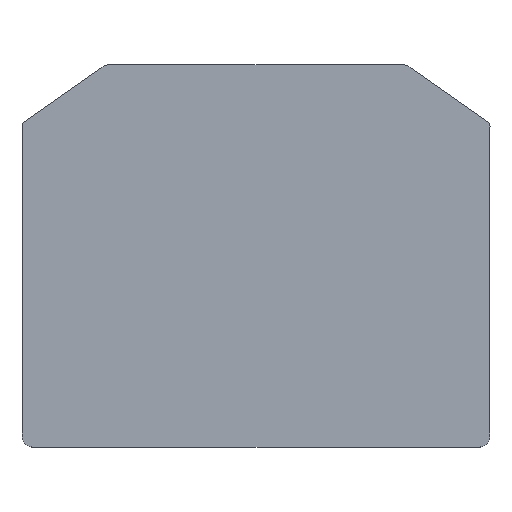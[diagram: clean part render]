
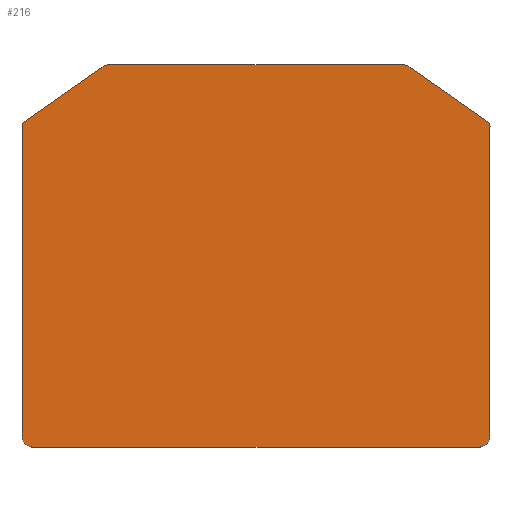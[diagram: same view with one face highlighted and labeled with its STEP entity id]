
A CAD part, top view. The second image highlights one B-rep face of the part: STEP entity #216.
In plain terms, the highlighted planar face has unit normal (0, 0, 1).
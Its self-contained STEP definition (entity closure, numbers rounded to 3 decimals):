
#4 = DIRECTION ( 'NONE',  ( -1., 0., 0. ) ) ;
#13 = DIRECTION ( 'NONE',  ( -1., 0., 0. ) ) ;
#15 = EDGE_CURVE ( 'NONE', #443, #118, #97, .T. ) ;
#30 = LINE ( 'NONE', #296, #604 ) ;
#31 = ORIENTED_EDGE ( 'NONE', *, *, #201, .T. ) ;
#36 = EDGE_CURVE ( 'NONE', #395, #112, #567, .T. ) ;
#40 = EDGE_CURVE ( 'NONE', #382, #395, #174, .T. ) ;
#47 = AXIS2_PLACEMENT_3D ( 'NONE', #73, #561, #405 ) ;
#55 = ORIENTED_EDGE ( 'NONE', *, *, #663, .T. ) ;
#62 = ORIENTED_EDGE ( 'NONE', *, *, #383, .T. ) ;
#69 = DIRECTION ( 'NONE',  ( 0., 0., 1. ) ) ;
#73 = CARTESIAN_POINT ( 'NONE',  ( -28.248, -23.405, 1.4 ) ) ;
#79 = VECTOR ( 'NONE', #666, 1000. ) ;
#80 = DIRECTION ( 'NONE',  ( -0.819, 0.574, 0. ) ) ;
#83 = ORIENTED_EDGE ( 'NONE', *, *, #141, .T. ) ;
#95 = CARTESIAN_POINT ( 'NONE',  ( 29.252, 16.129, 1.4 ) ) ;
#97 = CIRCLE ( 'NONE', #317, 1.4 ) ;
#100 = DIRECTION ( 'NONE',  ( 0., -1., 0. ) ) ;
#106 = LINE ( 'NONE', #199, #79 ) ;
#112 = VERTEX_POINT ( 'NONE', #404 ) ;
#118 = VERTEX_POINT ( 'NONE', #583 ) ;
#135 = PLANE ( 'NONE',  #370 ) ;
#141 = EDGE_CURVE ( 'NONE', #365, #167, #172, .T. ) ;
#160 = VERTEX_POINT ( 'NONE', #630 ) ;
#163 = CARTESIAN_POINT ( 'NONE',  ( -18.407, 22.15, 1.4 ) ) ;
#166 = LINE ( 'NONE', #243, #197 ) ;
#167 = VERTEX_POINT ( 'NONE', #575 ) ;
#169 = EDGE_CURVE ( 'NONE', #271, #449, #557, .T. ) ;
#171 = VECTOR ( 'NONE', #100, 1000. ) ;
#172 = CIRCLE ( 'NONE', #190, 1.9 ) ;
#174 = LINE ( 'NONE', #292, #451 ) ;
#177 = CARTESIAN_POINT ( 'NONE',  ( 18.91, 22.15, 1.4 ) ) ;
#178 = AXIS2_PLACEMENT_3D ( 'NONE', #95, #188, #590 ) ;
#179 = CARTESIAN_POINT ( 'NONE',  ( -29.648, 16.129, 1.4 ) ) ;
#183 = CARTESIAN_POINT ( 'NONE',  ( -29.648, -23.405, 1.4 ) ) ;
#188 = DIRECTION ( 'NONE',  ( 0., 0., 1. ) ) ;
#189 = LINE ( 'NONE', #179, #171 ) ;
#190 = AXIS2_PLACEMENT_3D ( 'NONE', #177, #514, #13 ) ;
#197 = VECTOR ( 'NONE', #314, 1000. ) ;
#199 = CARTESIAN_POINT ( 'NONE',  ( 30.152, -22.85, 1.4 ) ) ;
#201 = EDGE_CURVE ( 'NONE', #568, #443, #596, .T. ) ;
#208 = ORIENTED_EDGE ( 'NONE', *, *, #40, .T. ) ;
#212 = DIRECTION ( 'NONE',  ( 0., 0., 1. ) ) ;
#216 = ADVANCED_FACE ( 'NONE', ( #659 ), #135, .T. ) ;
#226 = CARTESIAN_POINT ( 'NONE',  ( -28.748, 16.129, 1.4 ) ) ;
#227 = CARTESIAN_POINT ( 'NONE',  ( 30.152, -22.85, 1.4 ) ) ;
#230 = CARTESIAN_POINT ( 'NONE',  ( -19.497, 23.706, 1.4 ) ) ;
#234 = CIRCLE ( 'NONE', #178, 0.9 ) ;
#237 = EDGE_CURVE ( 'NONE', #118, #417, #166, .T. ) ;
#243 = CARTESIAN_POINT ( 'NONE',  ( 30.152, 22.15, 1.4 ) ) ;
#248 = VECTOR ( 'NONE', #411, 1000. ) ;
#257 = CARTESIAN_POINT ( 'NONE',  ( 18.91, 22.15, 1.4 ) ) ;
#271 = VERTEX_POINT ( 'NONE', #714 ) ;
#278 = ORIENTED_EDGE ( 'NONE', *, *, #569, .T. ) ;
#283 = CARTESIAN_POINT ( 'NONE',  ( 20., 23.706, 1.4 ) ) ;
#292 = CARTESIAN_POINT ( 'NONE',  ( -19.497, 23.706, 1.4 ) ) ;
#296 = CARTESIAN_POINT ( 'NONE',  ( 29.768, 16.867, 1.4 ) ) ;
#306 = EDGE_LOOP ( 'NONE', ( #55, #278, #83, #664, #564, #208, #539, #609, #338, #62, #31, #601, #407, #490 ) ) ;
#308 = DIRECTION ( 'NONE',  ( 1., 0., 0. ) ) ;
#314 = DIRECTION ( 'NONE',  ( 0., 1., 0. ) ) ;
#317 = AXIS2_PLACEMENT_3D ( 'NONE', #342, #571, #507 ) ;
#338 = ORIENTED_EDGE ( 'NONE', *, *, #169, .T. ) ;
#342 = CARTESIAN_POINT ( 'NONE',  ( 28.752, -23.405, 1.4 ) ) ;
#348 = CARTESIAN_POINT ( 'NONE',  ( -29.264, 16.867, 1.4 ) ) ;
#350 = CARTESIAN_POINT ( 'NONE',  ( -29.648, -22.85, 1.4 ) ) ;
#353 = CARTESIAN_POINT ( 'NONE',  ( 18.91, 24.05, 1.4 ) ) ;
#359 = CARTESIAN_POINT ( 'NONE',  ( 18.91, -24.805, 1.4 ) ) ;
#361 = DIRECTION ( 'NONE',  ( 0., 0., 1. ) ) ;
#363 = VECTOR ( 'NONE', #308, 1000. ) ;
#365 = VERTEX_POINT ( 'NONE', #283 ) ;
#368 = EDGE_CURVE ( 'NONE', #417, #426, #106, .T. ) ;
#370 = AXIS2_PLACEMENT_3D ( 'NONE', #257, #361, #523 ) ;
#382 = VERTEX_POINT ( 'NONE', #230 ) ;
#383 = EDGE_CURVE ( 'NONE', #449, #568, #619, .T. ) ;
#395 = VERTEX_POINT ( 'NONE', #348 ) ;
#404 = CARTESIAN_POINT ( 'NONE',  ( -29.648, 16.129, 1.4 ) ) ;
#405 = DIRECTION ( 'NONE',  ( -1., 0., 0. ) ) ;
#407 = ORIENTED_EDGE ( 'NONE', *, *, #237, .T. ) ;
#411 = DIRECTION ( 'NONE',  ( -1., 0., 0. ) ) ;
#417 = VERTEX_POINT ( 'NONE', #227 ) ;
#418 = VECTOR ( 'NONE', #461, 1000. ) ;
#426 = VERTEX_POINT ( 'NONE', #626 ) ;
#443 = VERTEX_POINT ( 'NONE', #641 ) ;
#449 = VERTEX_POINT ( 'NONE', #183 ) ;
#451 = VECTOR ( 'NONE', #685, 1000. ) ;
#461 = DIRECTION ( 'NONE',  ( 0., -1., 0. ) ) ;
#464 = LINE ( 'NONE', #353, #248 ) ;
#466 = AXIS2_PLACEMENT_3D ( 'NONE', #163, #212, #4 ) ;
#474 = EDGE_CURVE ( 'NONE', #112, #271, #189, .T. ) ;
#480 = AXIS2_PLACEMENT_3D ( 'NONE', #226, #69, #624 ) ;
#490 = ORIENTED_EDGE ( 'NONE', *, *, #368, .T. ) ;
#506 = EDGE_CURVE ( 'NONE', #540, #382, #686, .T. ) ;
#507 = DIRECTION ( 'NONE',  ( -1., 0., 0. ) ) ;
#514 = DIRECTION ( 'NONE',  ( 0., 0., 1. ) ) ;
#523 = DIRECTION ( 'NONE',  ( 1., 0., 0. ) ) ;
#539 = ORIENTED_EDGE ( 'NONE', *, *, #36, .T. ) ;
#540 = VERTEX_POINT ( 'NONE', #658 ) ;
#557 = LINE ( 'NONE', #350, #418 ) ;
#561 = DIRECTION ( 'NONE',  ( 0., 0., 1. ) ) ;
#562 = EDGE_CURVE ( 'NONE', #167, #540, #464, .T. ) ;
#564 = ORIENTED_EDGE ( 'NONE', *, *, #506, .T. ) ;
#567 = CIRCLE ( 'NONE', #480, 0.9 ) ;
#568 = VERTEX_POINT ( 'NONE', #644 ) ;
#569 = EDGE_CURVE ( 'NONE', #160, #365, #30, .T. ) ;
#571 = DIRECTION ( 'NONE',  ( 0., 0., 1. ) ) ;
#575 = CARTESIAN_POINT ( 'NONE',  ( 18.91, 24.05, 1.4 ) ) ;
#583 = CARTESIAN_POINT ( 'NONE',  ( 30.152, -23.405, 1.4 ) ) ;
#590 = DIRECTION ( 'NONE',  ( -1., 0., 0. ) ) ;
#596 = LINE ( 'NONE', #359, #363 ) ;
#601 = ORIENTED_EDGE ( 'NONE', *, *, #15, .T. ) ;
#604 = VECTOR ( 'NONE', #80, 1000. ) ;
#609 = ORIENTED_EDGE ( 'NONE', *, *, #474, .T. ) ;
#619 = CIRCLE ( 'NONE', #47, 1.4 ) ;
#624 = DIRECTION ( 'NONE',  ( -1., 0., 0. ) ) ;
#626 = CARTESIAN_POINT ( 'NONE',  ( 30.152, 16.129, 1.4 ) ) ;
#630 = CARTESIAN_POINT ( 'NONE',  ( 29.768, 16.867, 1.4 ) ) ;
#641 = CARTESIAN_POINT ( 'NONE',  ( 28.752, -24.805, 1.4 ) ) ;
#644 = CARTESIAN_POINT ( 'NONE',  ( -28.248, -24.805, 1.4 ) ) ;
#658 = CARTESIAN_POINT ( 'NONE',  ( -18.407, 24.05, 1.4 ) ) ;
#659 = FACE_OUTER_BOUND ( 'NONE', #306, .T. ) ;
#663 = EDGE_CURVE ( 'NONE', #426, #160, #234, .T. ) ;
#664 = ORIENTED_EDGE ( 'NONE', *, *, #562, .T. ) ;
#666 = DIRECTION ( 'NONE',  ( 0., 1., 0. ) ) ;
#685 = DIRECTION ( 'NONE',  ( -0.819, -0.574, 0. ) ) ;
#686 = CIRCLE ( 'NONE', #466, 1.9 ) ;
#714 = CARTESIAN_POINT ( 'NONE',  ( -29.648, -22.85, 1.4 ) ) ;
